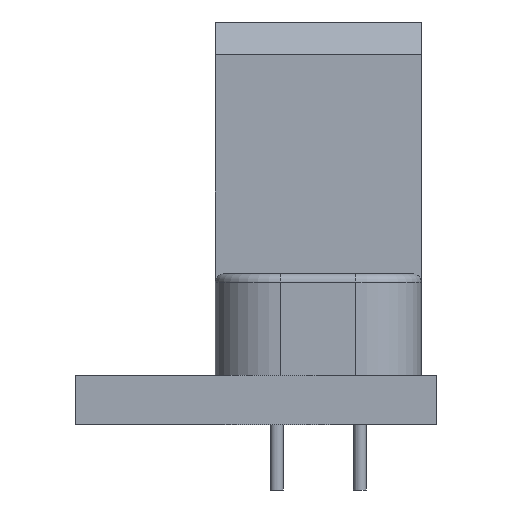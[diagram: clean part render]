
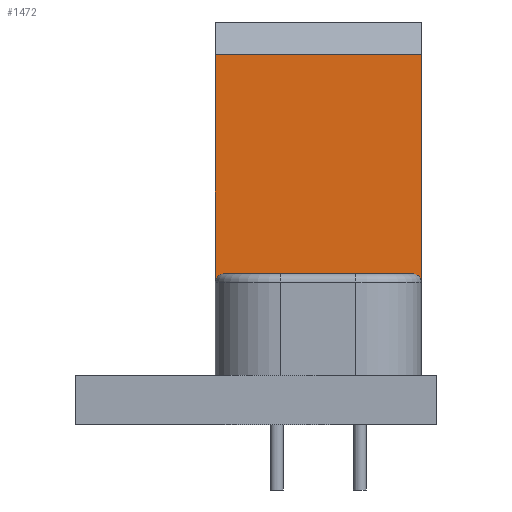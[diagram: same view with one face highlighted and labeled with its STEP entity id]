
A CAD part, left-side view. The second image highlights one B-rep face of the part: STEP entity #1472.
In plain terms, the highlighted planar face has unit normal (-1, 0, 0).
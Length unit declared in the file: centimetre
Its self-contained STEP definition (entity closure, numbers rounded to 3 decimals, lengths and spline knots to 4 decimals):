
#343=VECTOR('',#1761,1.);
#360=VECTOR('',#1784,1.);
#404=VECTOR('',#1886,1.);
#405=VECTOR('',#1890,1.);
#440=LINE('',#2078,#343);
#457=LINE('',#2112,#360);
#501=LINE('',#2229,#404);
#502=LINE('',#2233,#405);
#545=PLANE('',#1598);
#606=VERTEX_POINT('',#2077);
#607=VERTEX_POINT('',#2079);
#619=VERTEX_POINT('',#2111);
#620=VERTEX_POINT('',#2113);
#623=VERTEX_POINT('',#2121);
#629=VERTEX_POINT('',#2142);
#703=CIRCLE('',#1553,0.025);
#711=CIRCLE('',#1565,0.025);
#786=EDGE_CURVE('',#607,#606,#440,.T.);
#803=EDGE_CURVE('',#620,#619,#457,.T.);
#808=EDGE_CURVE('',#623,#606,#703,.F.);
#818=EDGE_CURVE('',#620,#629,#711,.F.);
#864=EDGE_CURVE('',#623,#629,#501,.T.);
#866=EDGE_CURVE('',#607,#619,#502,.T.);
#1169=ORIENTED_EDGE('',*,*,#866,.F.);
#1170=ORIENTED_EDGE('',*,*,#786,.T.);
#1171=ORIENTED_EDGE('',*,*,#808,.F.);
#1172=ORIENTED_EDGE('',*,*,#864,.T.);
#1173=ORIENTED_EDGE('',*,*,#818,.F.);
#1174=ORIENTED_EDGE('',*,*,#803,.T.);
#1295=EDGE_LOOP('',(#1169,#1170,#1171,#1172,#1173,#1174));
#1404=FACE_BOUND('',#1295,.T.);
#1472=ADVANCED_FACE('',(#1404),#545,.T.);
#1553=AXIS2_PLACEMENT_3D('',#2122,#1792,#1793);
#1565=AXIS2_PLACEMENT_3D('',#2141,#1816,#1817);
#1598=AXIS2_PLACEMENT_3D('',#2253,#1910,$);
#1761=DIRECTION('',(0.,-1.,0.));
#1784=DIRECTION('',(0.,1.,0.));
#1792=DIRECTION('',(1.,0.,0.));
#1793=DIRECTION('',(0.,0.018,-0.018));
#1816=DIRECTION('',(1.,0.,0.));
#1817=DIRECTION('',(0.,0.018,0.018));
#1886=DIRECTION('',(0.,0.,1.));
#1890=DIRECTION('',(0.,0.,1.));
#1910=DIRECTION('',(-1.,0.,0.));
#2077=CARTESIAN_POINT('',(-0.595,0.285,-0.315));
#2078=CARTESIAN_POINT('',(-0.595,1.08,-0.315));
#2079=CARTESIAN_POINT('',(-0.595,0.98,-0.315));
#2111=CARTESIAN_POINT('',(-0.595,0.98,0.315));
#2112=CARTESIAN_POINT('',(-0.595,0.5611,0.315));
#2113=CARTESIAN_POINT('',(-0.595,0.285,0.315));
#2121=CARTESIAN_POINT('',(-0.595,0.31,-0.29));
#2122=CARTESIAN_POINT('',(-0.595,0.285,-0.29));
#2141=CARTESIAN_POINT('',(-0.595,0.285,0.29));
#2142=CARTESIAN_POINT('',(-0.595,0.31,0.29));
#2229=CARTESIAN_POINT('',(-0.595,0.31,-0.315));
#2233=CARTESIAN_POINT('',(-0.595,0.98,-0.315));
#2253=CARTESIAN_POINT('',(-0.595,0.695,-0.315));
